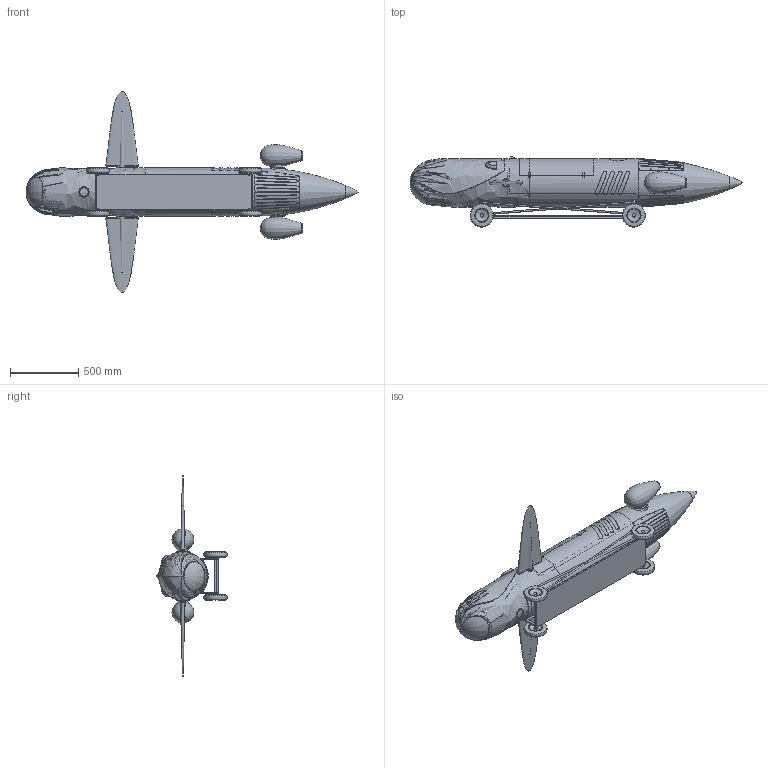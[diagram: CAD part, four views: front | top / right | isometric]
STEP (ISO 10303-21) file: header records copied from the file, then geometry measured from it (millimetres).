
FILE_DESCRIPTION(('FreeCAD Model'),'2;1');
FILE_NAME('Open CASCADE Shape Model','2025-05-05T06:54:49',('FreeCAD'),( 'FreeCAD'),'Open CASCADE STEP processor 7.6','FreeCAD','Unknown');
FILE_SCHEMA(('AUTOMOTIVE_DESIGN { 1 0 10303 214 1 1 1 1 }'));
Products named in the file (1): Open CASCADE STEP translator 7.6 1
Bounding box: 2438.4 x 516.12 x 1483.38 mm (x, y, z)
Volume: 57069646.7 mm3; surface area: 10303495.9 mm2
Topology: 102 solids, 102 shells, 3318 faces, 8509 edges, 5609 vertices
Faces by surface type: plane 2088, bspline 880, cylinder 275, torus 54, cone 20, sphere 1
Full cylindrical faces by diameter (mm): 5.08 x6, 6.35 x16, 7.62 x2, 11.43 x10, 12.7 x4, 35.365 x2, 46.99 x1, 63.5 x2, 69.85 x2, 76.2 x2, 94.343 x8, 101.6 x8, 152.4 x1, 154.94 x1, 342.9 x1, 355.6 x1
Entity records: 144243 total; most frequent: CARTESIAN_POINT 69835, ORIENTED_EDGE 16962, DIRECTION 11894, EDGE_CURVE 8481, LINE 5694, VECTOR 5694, VERTEX_POINT 5606, FACE_BOUND 3716
